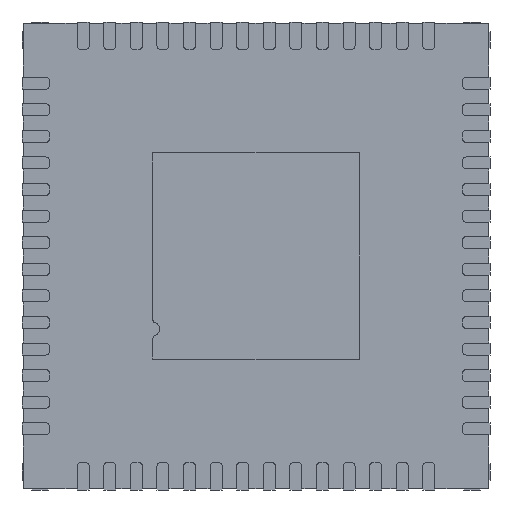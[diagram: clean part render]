
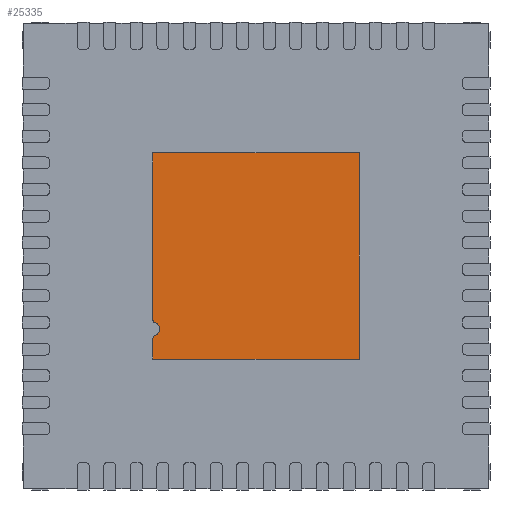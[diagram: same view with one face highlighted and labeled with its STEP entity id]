
A CAD part, front view. The second image highlights one B-rep face of the part: STEP entity #25335.
In plain terms, the highlighted planar face has unit normal (0, -1, 0).
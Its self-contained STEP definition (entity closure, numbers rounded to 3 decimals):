
#26 = ORIENTED_EDGE ( 'NONE', *, *, #66702, .T. ) ;
#1419 = FACE_OUTER_BOUND ( 'NONE', #20497, .T. ) ;
#6805 = DIRECTION ( 'NONE',  ( 0., 0., -1. ) ) ;
#7670 = CARTESIAN_POINT ( 'NONE',  ( -1.55, -0.05, -0.959 ) ) ;
#8332 = CIRCLE ( 'NONE', #42678, 0.1 ) ;
#8432 = CIRCLE ( 'NONE', #33506, 0.05 ) ;
#9276 = CARTESIAN_POINT ( 'NONE',  ( -1.55, -0.05, -0.959 ) ) ;
#11510 = EDGE_CURVE ( 'NONE', #24224, #22557, #8432, .T. ) ;
#12492 = AXIS2_PLACEMENT_3D ( 'NONE', #51614, #70271, #63245 ) ;
#13253 = VECTOR ( 'NONE', #58332, 1000. ) ;
#13317 = CARTESIAN_POINT ( 'NONE',  ( 1.55, -0.05, 1.55 ) ) ;
#15253 = VECTOR ( 'NONE', #32197, 1000. ) ;
#16317 = CARTESIAN_POINT ( 'NONE',  ( -1.5, -0.05, -0.959 ) ) ;
#17778 = DIRECTION ( 'NONE',  ( -1., 0., 0. ) ) ;
#20497 = EDGE_LOOP ( 'NONE', ( #75689, #31499, #69254, #63382, #26, #63833, #53515, #34542 ) ) ;
#20968 = EDGE_CURVE ( 'NONE', #37682, #29011, #50284, .T. ) ;
#21581 = VERTEX_POINT ( 'NONE', #41527 ) ;
#22557 = VERTEX_POINT ( 'NONE', #72945 ) ;
#23546 = EDGE_CURVE ( 'NONE', #44892, #60733, #64191, .T. ) ;
#23661 = CARTESIAN_POINT ( 'NONE',  ( -1.517, -0.05, -1.006 ) ) ;
#24224 = VERTEX_POINT ( 'NONE', #54008 ) ;
#25335 = ADVANCED_FACE ( 'NONE', ( #1419 ), #26651, .F. ) ;
#26651 = PLANE ( 'NONE',  #35298 ) ;
#29011 = VERTEX_POINT ( 'NONE', #13317 ) ;
#31499 = ORIENTED_EDGE ( 'NONE', *, *, #62670, .T. ) ;
#31517 = VERTEX_POINT ( 'NONE', #23661 ) ;
#31548 = LINE ( 'NONE', #69488, #52810 ) ;
#32197 = DIRECTION ( 'NONE',  ( 0., 0., 1. ) ) ;
#33506 = AXIS2_PLACEMENT_3D ( 'NONE', #75760, #38205, #6805 ) ;
#34136 = DIRECTION ( 'NONE',  ( 0., 0., -1. ) ) ;
#34542 = ORIENTED_EDGE ( 'NONE', *, *, #38999, .T. ) ;
#35270 = DIRECTION ( 'NONE',  ( 1., 0., 0. ) ) ;
#35298 = AXIS2_PLACEMENT_3D ( 'NONE', #16317, #66236, #71641 ) ;
#37682 = VERTEX_POINT ( 'NONE', #68613 ) ;
#38205 = DIRECTION ( 'NONE',  ( 0., -1., 0. ) ) ;
#38999 = EDGE_CURVE ( 'NONE', #21581, #37682, #41875, .T. ) ;
#40319 = DIRECTION ( 'NONE',  ( 0., 1., 0. ) ) ;
#41068 = CARTESIAN_POINT ( 'NONE',  ( -1.55, -0.05, -1.55 ) ) ;
#41527 = CARTESIAN_POINT ( 'NONE',  ( -1.55, -0.05, -1.55 ) ) ;
#41875 = LINE ( 'NONE', #41068, #72241 ) ;
#42678 = AXIS2_PLACEMENT_3D ( 'NONE', #59227, #40319, #34136 ) ;
#43365 = CARTESIAN_POINT ( 'NONE',  ( 1.55, -0.05, -1.55 ) ) ;
#44892 = VERTEX_POINT ( 'NONE', #58114 ) ;
#48002 = EDGE_CURVE ( 'NONE', #60733, #31517, #61264, .T. ) ;
#49095 = LINE ( 'NONE', #74314, #81543 ) ;
#50284 = LINE ( 'NONE', #43365, #15253 ) ;
#51614 = CARTESIAN_POINT ( 'NONE',  ( -1.5, -0.05, -0.959 ) ) ;
#52810 = VECTOR ( 'NONE', #57389, 1000. ) ;
#53515 = ORIENTED_EDGE ( 'NONE', *, *, #71299, .T. ) ;
#54008 = CARTESIAN_POINT ( 'NONE',  ( -1.517, -0.05, -1.194 ) ) ;
#57389 = DIRECTION ( 'NONE',  ( 0., 0., -1. ) ) ;
#58114 = CARTESIAN_POINT ( 'NONE',  ( -1.55, -0.05, 1.55 ) ) ;
#58332 = DIRECTION ( 'NONE',  ( 0., 0., -1. ) ) ;
#59227 = CARTESIAN_POINT ( 'NONE',  ( -1.55, -0.05, -1.1 ) ) ;
#60733 = VERTEX_POINT ( 'NONE', #9276 ) ;
#61264 = CIRCLE ( 'NONE', #12492, 0.05 ) ;
#62670 = EDGE_CURVE ( 'NONE', #29011, #44892, #49095, .T. ) ;
#63245 = DIRECTION ( 'NONE',  ( 0., 0., 1. ) ) ;
#63382 = ORIENTED_EDGE ( 'NONE', *, *, #48002, .T. ) ;
#63833 = ORIENTED_EDGE ( 'NONE', *, *, #11510, .T. ) ;
#64191 = LINE ( 'NONE', #7670, #13253 ) ;
#66236 = DIRECTION ( 'NONE',  ( 0., 1., 0. ) ) ;
#66702 = EDGE_CURVE ( 'NONE', #31517, #24224, #8332, .T. ) ;
#68613 = CARTESIAN_POINT ( 'NONE',  ( 1.55, -0.05, -1.55 ) ) ;
#69254 = ORIENTED_EDGE ( 'NONE', *, *, #23546, .T. ) ;
#69488 = CARTESIAN_POINT ( 'NONE',  ( -1.55, -0.05, -1.55 ) ) ;
#70271 = DIRECTION ( 'NONE',  ( 0., -1., 0. ) ) ;
#71299 = EDGE_CURVE ( 'NONE', #22557, #21581, #31548, .T. ) ;
#71641 = DIRECTION ( 'NONE',  ( 0., 0., 1. ) ) ;
#72241 = VECTOR ( 'NONE', #35270, 1000. ) ;
#72945 = CARTESIAN_POINT ( 'NONE',  ( -1.55, -0.05, -1.241 ) ) ;
#74314 = CARTESIAN_POINT ( 'NONE',  ( -1.55, -0.05, 1.55 ) ) ;
#75689 = ORIENTED_EDGE ( 'NONE', *, *, #20968, .T. ) ;
#75760 = CARTESIAN_POINT ( 'NONE',  ( -1.5, -0.05, -1.241 ) ) ;
#81543 = VECTOR ( 'NONE', #17778, 1000. ) ;
